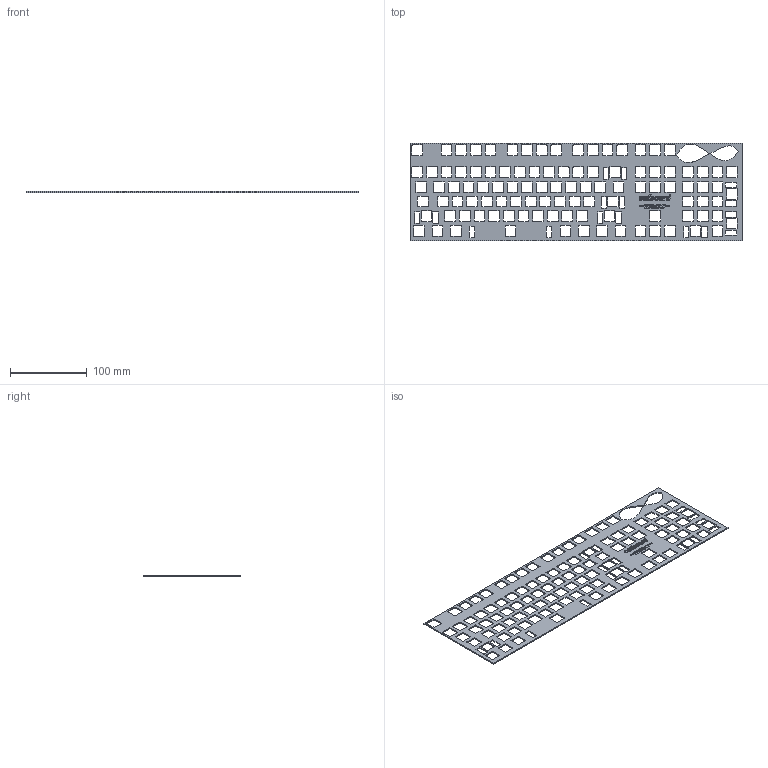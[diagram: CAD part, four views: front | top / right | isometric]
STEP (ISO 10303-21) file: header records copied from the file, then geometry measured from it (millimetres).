
FILE_DESCRIPTION(/* description */ (''),/* implementation_level */ '2;1');
FILE_NAME(/* name */ 'Cat-Pad_TOP.step',/* time_stamp */ '2025-08-06T17:11:54-04:00',/* author */ (''),/* organization */ (''),/* preprocessor_version */ 'ST-DEVELOPER v20.1',/* originating_system */ 'Autodesk Translation Framework v14.10.0.0',/* authorisation */ '');
FILE_SCHEMA (('AUTOMOTIVE_DESIGN { 1 0 10303 214 3 1 1 }'));
Length unit declared in the file: millimetre
Products named in the file (1): 2025-07-30-22-31-13-087
Bounding box: 431.98 x 127.41 x 1.5 mm (x, y, z)
Volume: 47615.8 mm3; surface area: 75739.5 mm2
Topology: 1 solids, 1 shells, 1280 faces, 3771 edges, 2512 vertices
Faces by surface type: plane 574, cylinder 480, bspline 226
Entity records: 45548 total; most frequent: CARTESIAN_POINT 11518, ORIENTED_EDGE 7542, DIRECTION 6389, EDGE_CURVE 3771, VERTEX_POINT 2512, LINE 2359, VECTOR 2359, AXIS2_PLACEMENT_3D 2015
